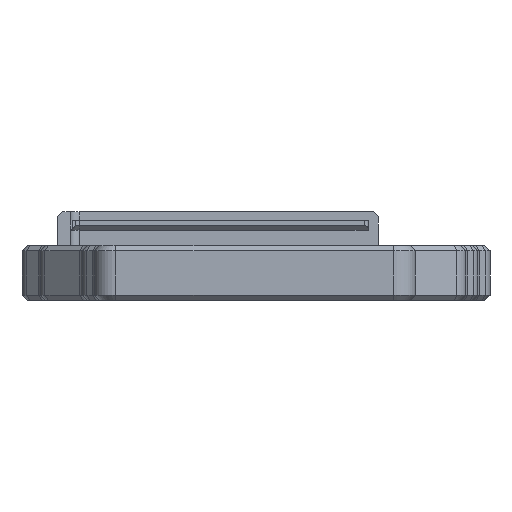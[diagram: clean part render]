
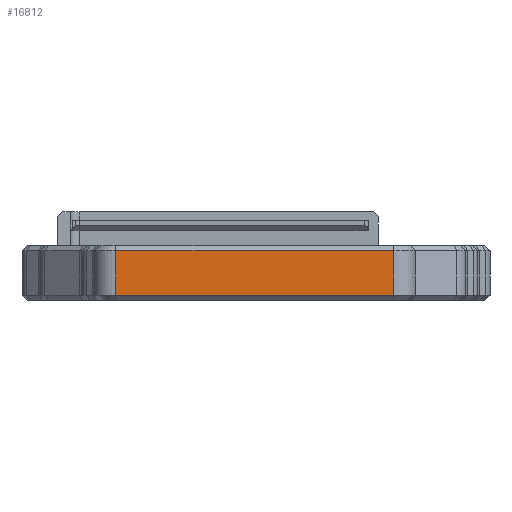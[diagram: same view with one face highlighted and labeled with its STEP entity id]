
A CAD part, left-side view. The second image highlights one B-rep face of the part: STEP entity #16812.
In plain terms, the highlighted planar face has unit normal (-1, 0, 0).
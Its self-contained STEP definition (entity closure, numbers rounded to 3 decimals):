
#1448=FACE_OUTER_BOUND('',#2385,.T.);
#2385=EDGE_LOOP('',(#11376,#11377,#11378,#11379));
#3476=LINE('',#24944,#5240);
#3514=LINE('',#25059,#5278);
#3516=LINE('',#25065,#5280);
#3517=LINE('',#25066,#5281);
#5240=VECTOR('',#19673,10.);
#5278=VECTOR('',#19791,10.);
#5280=VECTOR('',#19797,10.);
#5281=VECTOR('',#19798,10.);
#7005=VERTEX_POINT('',#24936);
#7007=VERTEX_POINT('',#24942);
#7044=VERTEX_POINT('',#25058);
#7046=VERTEX_POINT('',#25064);
#8686=EDGE_CURVE('',#7007,#7005,#3476,.T.);
#8744=EDGE_CURVE('',#7005,#7044,#3514,.T.);
#8747=EDGE_CURVE('',#7007,#7046,#3516,.T.);
#8748=EDGE_CURVE('',#7044,#7046,#3517,.T.);
#11376=ORIENTED_EDGE('',*,*,#8686,.F.);
#11377=ORIENTED_EDGE('',*,*,#8747,.T.);
#11378=ORIENTED_EDGE('',*,*,#8748,.F.);
#11379=ORIENTED_EDGE('',*,*,#8744,.F.);
#16301=PLANE('',#17816);
#16812=ADVANCED_FACE('',(#1448),#16301,.T.);
#17816=AXIS2_PLACEMENT_3D('',#25063,#19795,#19796);
#19673=DIRECTION('',(0.,1.,0.));
#19791=DIRECTION('',(0.,0.,1.));
#19795=DIRECTION('center_axis',(-1.,0.,0.));
#19796=DIRECTION('ref_axis',(0.,-1.,0.));
#19797=DIRECTION('',(0.,0.,1.));
#19798=DIRECTION('',(0.,-1.,0.));
#24936=CARTESIAN_POINT('',(-142.25,69.493,1.));
#24942=CARTESIAN_POINT('',(-142.25,16.293,1.));
#24944=CARTESIAN_POINT('',(-142.25,56.068,1.));
#25058=CARTESIAN_POINT('',(-142.25,69.493,9.5));
#25059=CARTESIAN_POINT('',(-142.25,69.493,0.));
#25063=CARTESIAN_POINT('Origin',(-142.25,69.493,0.));
#25064=CARTESIAN_POINT('',(-142.25,16.293,9.5));
#25065=CARTESIAN_POINT('',(-142.25,16.293,0.));
#25066=CARTESIAN_POINT('',(-142.25,56.068,9.5));
